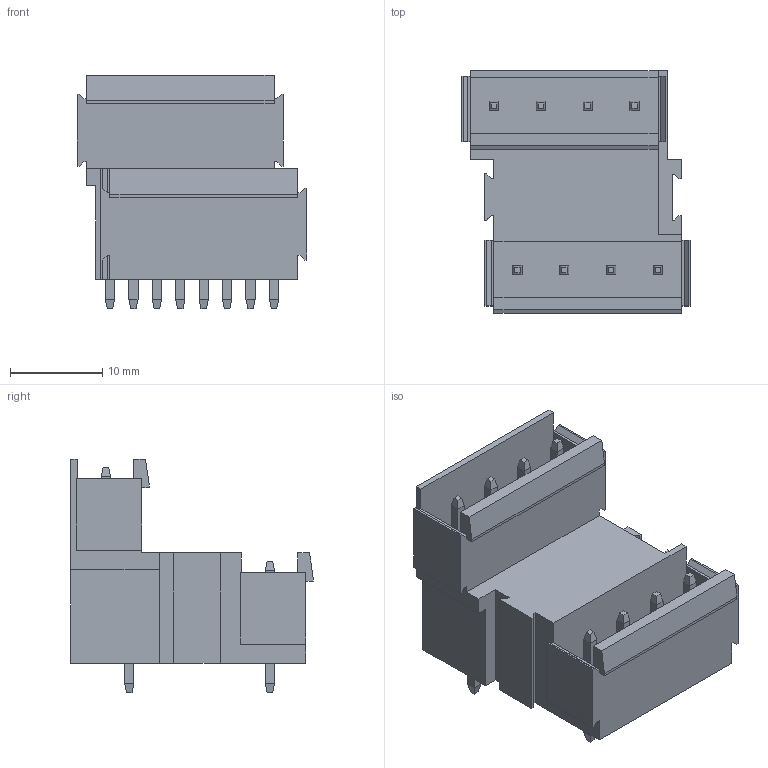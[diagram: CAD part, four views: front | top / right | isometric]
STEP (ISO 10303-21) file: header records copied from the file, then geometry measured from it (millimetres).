
FILE_DESCRIPTION(('CATIA V5 STEP Exchange','CAx-IF Rec.Pracs.--- Model Styling and Organization---1.2---2011-12-15'),'2;1');
FILE_NAME ('D1455000_0_1726760000_1726760000.stp','2018-11-10T05:39:31+00:00',('none'),('Weidmueller'),'CATIA Version 5-6 Release 2014','CATIA V5 STEP AP214','none');
FILE_SCHEMA(('AUTOMOTIVE_DESIGN { 1 0 10303 214 1 1 1 1 }'));
Length unit declared in the file: millimetre
Products named in the file (1): 1726760000
Bounding box: 24.86 x 26.28 x 25.36 mm (x, y, z)
Volume: 6030.2 mm3; surface area: 4719.4 mm2
Topology: 9 solids, 9 shells, 295 faces, 759 edges, 482 vertices
Faces by surface type: plane 263, cylinder 32
Entity records: 8070 total; most frequent: ORIENTED_EDGE 1518, CARTESIAN_POINT 1469, DIRECTION 1021, EDGE_CURVE 759, VECTOR 631, LINE 631, VERTEX_POINT 482, EDGE_LOOP 311
